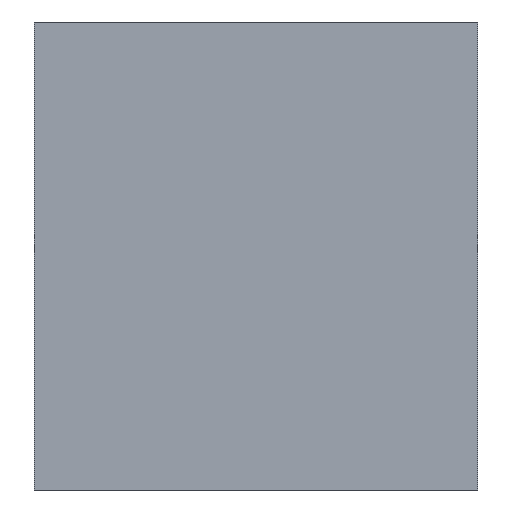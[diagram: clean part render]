
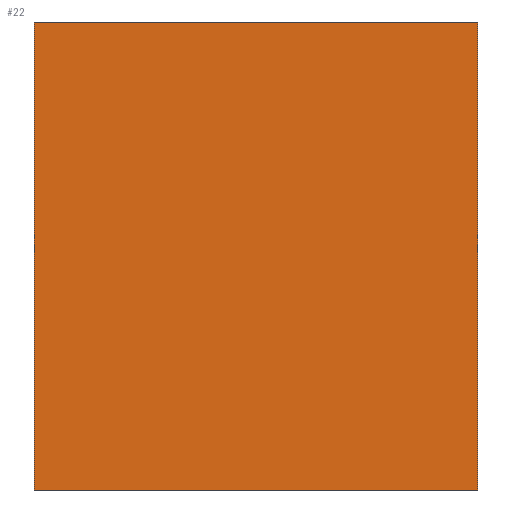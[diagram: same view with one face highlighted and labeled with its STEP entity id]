
A CAD part, front view. The second image highlights one B-rep face of the part: STEP entity #22.
In plain terms, the highlighted planar face has unit normal (0, -1, 0).
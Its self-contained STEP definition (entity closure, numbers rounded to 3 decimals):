
#22=ADVANCED_FACE('',(#46),#380,.T.);
#46=FACE_OUTER_BOUND('',#70,.T.);
#70=EDGE_LOOP('',(#114,#115,#116,#117));
#114=ORIENTED_EDGE('',*,*,#218,.T.);
#115=ORIENTED_EDGE('',*,*,#211,.T.);
#116=ORIENTED_EDGE('',*,*,#219,.F.);
#117=ORIENTED_EDGE('',*,*,#216,.F.);
#211=EDGE_CURVE('',#334,#337,#299,.T.);
#216=EDGE_CURVE('',#340,#341,#304,.T.);
#218=EDGE_CURVE('',#340,#334,#306,.T.);
#219=EDGE_CURVE('',#341,#337,#307,.T.);
#299=B_SPLINE_CURVE_WITH_KNOTS('',1,(#619,#620),.UNSPECIFIED.,.F.,.F.,(2,
2),(0.,54.772),.UNSPECIFIED.);
#304=B_SPLINE_CURVE_WITH_KNOTS('',1,(#629,#630),.UNSPECIFIED.,.F.,.F.,(2,
2),(0.,54.772),.UNSPECIFIED.);
#306=B_SPLINE_CURVE_WITH_KNOTS('',1,(#633,#634),.UNSPECIFIED.,.F.,.F.,(2,
2),(372.294,480.569),.UNSPECIFIED.);
#307=B_SPLINE_CURVE_WITH_KNOTS('',1,(#635,#636),.UNSPECIFIED.,.F.,.F.,(2,
2),(372.294,480.569),.UNSPECIFIED.);
#334=VERTEX_POINT('',#583);
#337=VERTEX_POINT('',#586);
#340=VERTEX_POINT('',#589);
#341=VERTEX_POINT('',#590);
#380=PLANE('',#485);
#485=AXIS2_PLACEMENT_3D('',#571,#522,$);
#522=DIRECTION('',(0.,-1.,0.));
#571=CARTESIAN_POINT('',(-417.231,88.428,34.447));
#583=CARTESIAN_POINT('',(-417.231,88.428,18.088));
#586=CARTESIAN_POINT('',(-401.716,88.428,18.088));
#589=CARTESIAN_POINT('',(-417.231,88.428,34.447));
#590=CARTESIAN_POINT('',(-401.716,88.428,34.447));
#619=CARTESIAN_POINT('',(-417.231,88.428,18.088));
#620=CARTESIAN_POINT('',(-401.716,88.428,18.088));
#629=CARTESIAN_POINT('',(-417.231,88.428,34.447));
#630=CARTESIAN_POINT('',(-401.716,88.428,34.447));
#633=CARTESIAN_POINT('',(-417.231,88.428,34.447));
#634=CARTESIAN_POINT('',(-417.231,88.428,18.088));
#635=CARTESIAN_POINT('',(-401.716,88.428,34.447));
#636=CARTESIAN_POINT('',(-401.716,88.428,18.088));
